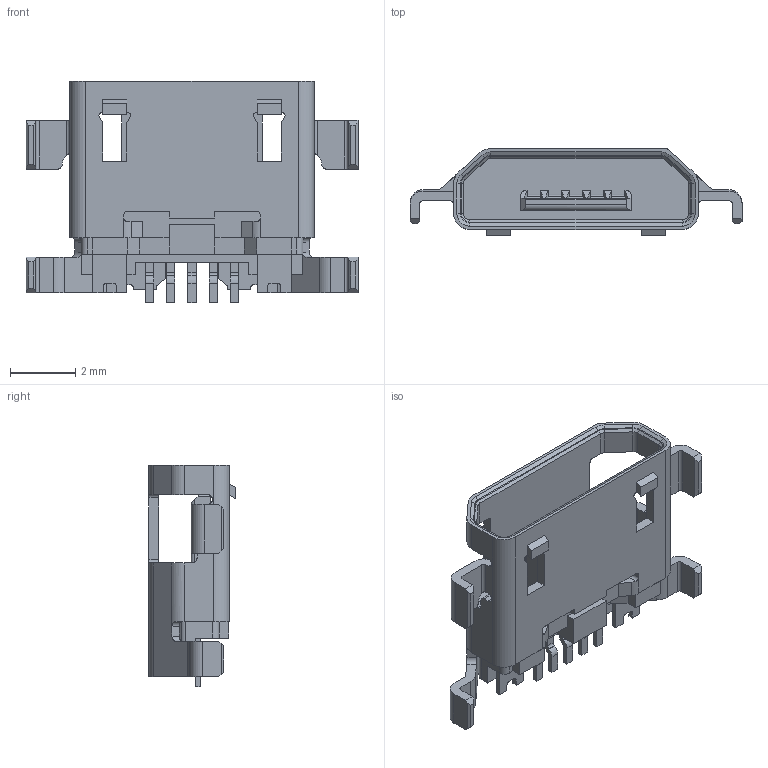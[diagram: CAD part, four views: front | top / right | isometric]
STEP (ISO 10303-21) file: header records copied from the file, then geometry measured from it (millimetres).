
FILE_DESCRIPTION(('STEP AP214'),'1');
FILE_NAME('2134441-2.stp','2017-06-03T09:35:34',('TraceParts'),('TraceParts S.A.'),'Spatial InterOp 3D',' ',' ');
FILE_SCHEMA(('automotive_design'));
Length unit declared in the file: millimetre
Products named in the file (1): 2134441-2
Bounding box: 10.2 x 2.69 x 6.8 mm (x, y, z)
Volume: 57 mm3; surface area: 267 mm2
Topology: 1 solids, 1 shells, 492 faces, 1389 edges, 898 vertices
Faces by surface type: plane 320, cylinder 152, cone 12, torus 8
Entity records: 16116 total; most frequent: CARTESIAN_POINT 3116, ORIENTED_EDGE 2778, DIRECTION 2673, EDGE_CURVE 1389, LINE 1047, VECTOR 1047, VERTEX_POINT 898, AXIS2_PLACEMENT_3D 813
